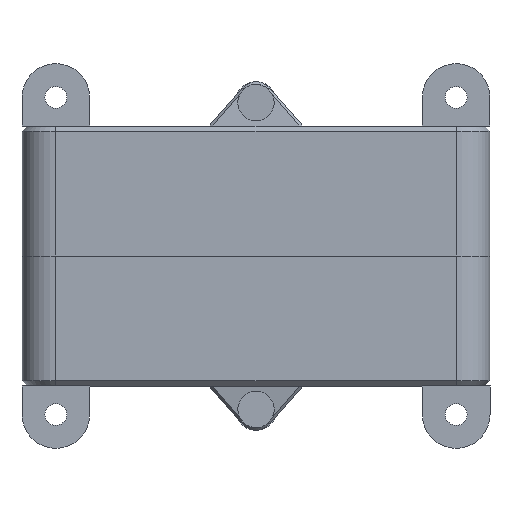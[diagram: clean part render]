
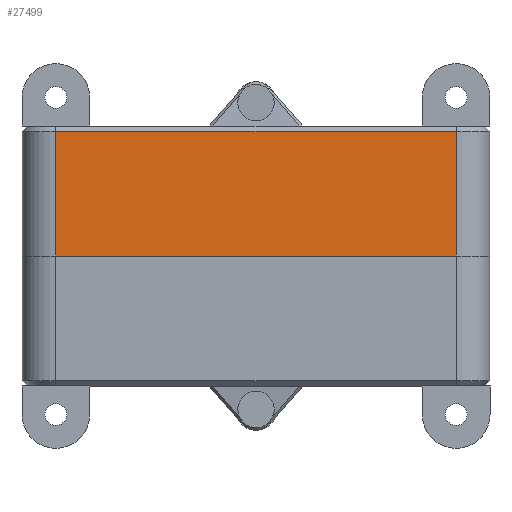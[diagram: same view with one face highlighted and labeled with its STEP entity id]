
A CAD part, front view. The second image highlights one B-rep face of the part: STEP entity #27499.
In plain terms, the highlighted planar face has unit normal (0, -1, 0).
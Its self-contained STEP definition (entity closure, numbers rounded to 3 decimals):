
#1558=PLANE('',#29262);
#2689=FACE_OUTER_BOUND('',#4245,.T.);
#4245=EDGE_LOOP('',(#21845,#21846,#21847,#21848));
#5345=LINE('',#36525,#8241);
#5386=LINE('',#36632,#8282);
#5492=LINE('',#37087,#8388);
#5493=LINE('',#37089,#8389);
#8241=VECTOR('',#30420,10.);
#8282=VECTOR('',#30501,10.);
#8388=VECTOR('',#30699,10.);
#8389=VECTOR('',#30702,10.);
#11927=VERTEX_POINT('',#36522);
#11928=VERTEX_POINT('',#36524);
#11972=VERTEX_POINT('',#36624);
#11974=VERTEX_POINT('',#36630);
#14633=EDGE_CURVE('',#11927,#11928,#5345,.T.);
#14687=EDGE_CURVE('',#11974,#11972,#5386,.T.);
#14832=EDGE_CURVE('',#11928,#11974,#5492,.T.);
#14833=EDGE_CURVE('',#11972,#11927,#5493,.T.);
#21845=ORIENTED_EDGE('',*,*,#14687,.F.);
#21846=ORIENTED_EDGE('',*,*,#14832,.F.);
#21847=ORIENTED_EDGE('',*,*,#14633,.F.);
#21848=ORIENTED_EDGE('',*,*,#14833,.F.);
#27499=ADVANCED_FACE('',(#2689),#1558,.T.);
#29262=AXIS2_PLACEMENT_3D('',#41558,#32565,#32566);
#30420=DIRECTION('',(1.,0.,0.));
#30501=DIRECTION('',(-1.,0.,0.));
#30699=DIRECTION('',(0.,0.,-1.));
#30702=DIRECTION('',(0.,0.,1.));
#32565=DIRECTION('center_axis',(0.,-1.,0.));
#32566=DIRECTION('ref_axis',(1.,0.,0.));
#36522=CARTESIAN_POINT('',(-38.5,0.,25.));
#36524=CARTESIAN_POINT('',(38.5,0.,25.));
#36525=CARTESIAN_POINT('',(-45.,0.,25.));
#36624=CARTESIAN_POINT('',(-38.5,0.,1.));
#36630=CARTESIAN_POINT('',(38.5,0.,1.));
#36632=CARTESIAN_POINT('',(-22.5,0.,1.));
#37087=CARTESIAN_POINT('',(38.5,0.,0.));
#37089=CARTESIAN_POINT('',(-38.5,0.,0.));
#41558=CARTESIAN_POINT('Origin',(-45.,0.,
0.));
